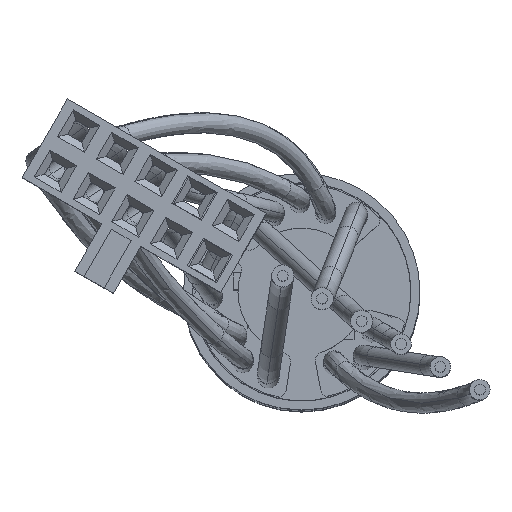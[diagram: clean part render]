
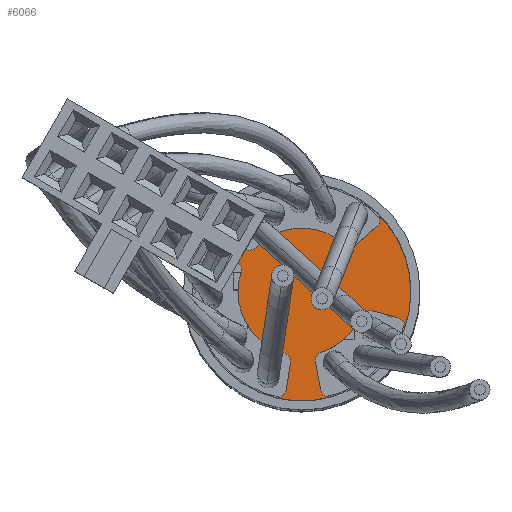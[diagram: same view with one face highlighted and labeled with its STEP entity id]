
A CAD part, top view. The second image highlights one B-rep face of the part: STEP entity #6066.
In plain terms, the highlighted planar face has unit normal (0, 0, 1).
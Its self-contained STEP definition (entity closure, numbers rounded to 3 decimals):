
#5454=CARTESIAN_POINT('',(0.,0.,45.25));
#5455=DIRECTION('',(0.,0.,1.));
#5456=DIRECTION('',(-0.246,-0.969,0.));
#5457=AXIS2_PLACEMENT_3D('',#5454,#5455,#5456);
#5497=CARTESIAN_POINT('',(1.536,-5.281,45.25));
#5498=DIRECTION('',(0.,0.,-1.));
#5499=DIRECTION('',(0.279,-0.96,0.));
#5500=AXIS2_PLACEMENT_3D('',#5497,#5498,#5499);
#5507=DIRECTION('',(0.156,0.988,0.));
#5508=VECTOR('',#5507,1.509);
#5509=CARTESIAN_POINT('',(-0.857,-5.41,45.25));
#5510=LINE('',#5509,#5508);
#5511=CARTESIAN_POINT('',(-1.115,-3.842,45.25));
#5512=DIRECTION('',(0.,0.,1.));
#5513=DIRECTION('',(0.988,-0.156,0.));
#5514=AXIS2_PLACEMENT_3D('',#5511,#5512,#5513);
#5516=CARTESIAN_POINT('',(-5.175,1.862,45.25));
#5517=DIRECTION('',(0.,0.,1.));
#5518=DIRECTION('',(0.423,0.906,0.));
#5519=AXIS2_PLACEMENT_3D('',#5516,#5517,#5518);
#5521=CARTESIAN_POINT('',(0.,0.,45.25));
#5522=DIRECTION('',(0.,0.,1.));
#5523=DIRECTION('',(-0.741,0.672,0.));
#5524=AXIS2_PLACEMENT_3D('',#5521,#5522,#5523);
#5526=CARTESIAN_POINT('',(-4.073,3.696,45.25));
#5527=DIRECTION('',(0.,0.,1.));
#5528=DIRECTION('',(-0.741,0.672,0.));
#5529=AXIS2_PLACEMENT_3D('',#5526,#5527,#5528);
#5531=CARTESIAN_POINT('',(2.667,2.981,45.25));
#5532=DIRECTION('',(0.,0.,1.));
#5533=DIRECTION('',(-0.667,-0.745,0.));
#5534=AXIS2_PLACEMENT_3D('',#5531,#5532,#5533);
#5536=DIRECTION('',(0.755,0.656,0.));
#5537=VECTOR('',#5536,1.509);
#5538=CARTESIAN_POINT('',(2.995,2.604,45.25));
#5539=LINE('',#5538,#5537);
#5540=CARTESIAN_POINT('',(3.806,3.971,45.25));
#5541=DIRECTION('',(0.,0.,1.));
#5542=DIRECTION('',(0.656,-0.755,0.));
#5543=AXIS2_PLACEMENT_3D('',#5540,#5541,#5542);
#5545=CARTESIAN_POINT('',(0.,0.,45.25));
#5546=DIRECTION('',(0.,0.,1.));
#5547=DIRECTION('',(0.938,-0.346,0.));
#5548=AXIS2_PLACEMENT_3D('',#5545,#5546,#5547);
#5550=CARTESIAN_POINT('',(3.704,-1.51,45.25));
#5551=DIRECTION('',(0.,0.,1.));
#5552=DIRECTION('',(0.259,0.966,0.));
#5553=AXIS2_PLACEMENT_3D('',#5550,#5551,#5552);
#5555=CARTESIAN_POINT('',(0.,0.,45.25));
#5556=DIRECTION('',(0.,0.,-1.));
#5557=DIRECTION('',(0.926,-0.378,0.));
#5558=AXIS2_PLACEMENT_3D('',#5555,#5556,#5557);
#5560=CARTESIAN_POINT('',(1.248,-3.8,45.25));
#5561=DIRECTION('',(0.,0.,1.));
#5562=DIRECTION('',(-0.312,0.95,0.));
#5563=AXIS2_PLACEMENT_3D('',#5560,#5561,#5562);
#5565=CARTESIAN_POINT('',(-1.351,-5.332,45.25));
#5566=DIRECTION('',(0.,0.,1.));
#5567=DIRECTION('',(-0.246,-0.969,0.));
#5568=AXIS2_PLACEMENT_3D('',#5565,#5566,#5567);
#5570=CARTESIAN_POINT('',(0.,0.,45.25));
#5571=DIRECTION('',(0.,0.,1.));
#5572=DIRECTION('',(-0.952,0.306,0.));
#5573=AXIS2_PLACEMENT_3D('',#5570,#5571,#5572);
#5682=CARTESIAN_POINT('',(0.,0.,45.25));
#5683=DIRECTION('',(0.,0.,1.));
#5684=DIRECTION('',(0.667,0.745,0.));
#5685=AXIS2_PLACEMENT_3D('',#5682,#5683,#5684);
#5695=CARTESIAN_POINT('',(-2.869,2.788,45.25));
#5696=DIRECTION('',(0.,0.,-1.));
#5697=DIRECTION('',(0.717,-0.697,0.));
#5698=AXIS2_PLACEMENT_3D('',#5695,#5696,#5697);
#5705=DIRECTION('',(0.799,-0.602,0.));
#5706=VECTOR('',#5705,1.509);
#5707=CARTESIAN_POINT('',(-4.374,3.296,45.25));
#5708=LINE('',#5707,#5706);
#5717=DIRECTION('',(-0.906,0.423,0.));
#5718=VECTOR('',#5717,1.509);
#5719=CARTESIAN_POINT('',(-3.597,1.677,45.25));
#5720=LINE('',#5719,#5718);
#5729=CARTESIAN_POINT('',(-3.808,1.224,45.25));
#5730=DIRECTION('',(0.,0.,-1.));
#5731=DIRECTION('',(0.423,0.906,0.));
#5732=AXIS2_PLACEMENT_3D('',#5729,#5730,#5731);
#5739=DIRECTION('',(0.191,-0.982,0.));
#5740=VECTOR('',#5739,1.509);
#5741=CARTESIAN_POINT('',(0.757,-3.896,45.25));
#5742=LINE('',#5741,#5740);
#5751=DIRECTION('',(-0.966,0.259,0.));
#5752=VECTOR('',#5751,1.509);
#5753=CARTESIAN_POINT('',(5.291,-1.418,45.25));
#5754=LINE('',#5753,#5752);
#5763=CARTESIAN_POINT('',(5.161,-1.901,45.25));
#5764=DIRECTION('',(0.,0.,-1.));
#5765=DIRECTION('',(0.259,0.966,0.));
#5766=AXIS2_PLACEMENT_3D('',#5763,#5764,#5765);
#5837=CARTESIAN_POINT('',(-0.857,-5.41,45.25));
#5838=CARTESIAN_POINT('',(-0.621,-3.92,45.25));
#5839=VERTEX_POINT('',#5837);
#5840=VERTEX_POINT('',#5838);
#5841=CARTESIAN_POINT('',(-3.332,1.071,45.25));
#5842=CARTESIAN_POINT('',(-0.975,-3.361,45.25));
#5843=VERTEX_POINT('',#5841);
#5844=VERTEX_POINT('',#5842);
#5845=CARTESIAN_POINT('',(-3.597,1.677,45.25));
#5846=CARTESIAN_POINT('',(-4.964,2.315,45.25));
#5847=VERTEX_POINT('',#5845);
#5848=VERTEX_POINT('',#5846);
#5849=CARTESIAN_POINT('',(0.757,-3.896,45.25));
#5850=CARTESIAN_POINT('',(1.045,-5.377,45.25));
#5851=VERTEX_POINT('',#5849);
#5852=VERTEX_POINT('',#5850);
#5853=CARTESIAN_POINT('',(5.291,-1.418,45.25));
#5854=CARTESIAN_POINT('',(3.833,-1.027,45.25));
#5855=VERTEX_POINT('',#5853);
#5856=VERTEX_POINT('',#5854);
#5857=CARTESIAN_POINT('',(1.092,-3.325,45.25));
#5858=CARTESIAN_POINT('',(3.241,-1.321,45.25));
#5859=VERTEX_POINT('',#5857);
#5860=VERTEX_POINT('',#5858);
#5861=CARTESIAN_POINT('',(2.995,2.604,45.25));
#5862=CARTESIAN_POINT('',(4.134,3.593,45.25));
#5863=VERTEX_POINT('',#5861);
#5864=VERTEX_POINT('',#5862);
#5865=CARTESIAN_POINT('',(-4.374,3.296,45.25));
#5866=CARTESIAN_POINT('',(-3.169,2.388,45.25));
#5867=VERTEX_POINT('',#5865);
#5868=VERTEX_POINT('',#5866);
#5869=CARTESIAN_POINT('',(2.334,2.608,45.25));
#5870=CARTESIAN_POINT('',(-2.51,2.439,45.25));
#5871=VERTEX_POINT('',#5869);
#5872=VERTEX_POINT('',#5870);
#5873=CARTESIAN_POINT('',(-1.473,-5.816,45.25));
#5874=VERTEX_POINT('',#5873);
#5875=CARTESIAN_POINT('',(1.676,-5.761,45.25));
#5876=VERTEX_POINT('',#5875);
#5879=CARTESIAN_POINT('',(5.63,-2.073,45.25));
#5880=VERTEX_POINT('',#5879);
#5883=CARTESIAN_POINT('',(-5.646,2.031,45.25));
#5884=VERTEX_POINT('',#5883);
#5885=CARTESIAN_POINT('',(-4.444,4.032,45.25));
#5886=VERTEX_POINT('',#5885);
#5887=CARTESIAN_POINT('',(4.152,4.332,45.25));
#5888=VERTEX_POINT('',#5887);
#6015=CARTESIAN_POINT('',(0.,0.,45.25));
#6016=DIRECTION('',(0.,0.,1.));
#6017=DIRECTION('',(0.,1.,0.));
#6018=AXIS2_PLACEMENT_3D('',#6015,#6016,#6017);
#6019=PLANE('',#6018);
#6021=ORIENTED_EDGE('',*,*,#6020,.T.);
#6023=ORIENTED_EDGE('',*,*,#6022,.T.);
#6025=ORIENTED_EDGE('',*,*,#6024,.F.);
#6027=ORIENTED_EDGE('',*,*,#6026,.F.);
#6029=ORIENTED_EDGE('',*,*,#6028,.T.);
#6031=ORIENTED_EDGE('',*,*,#6030,.T.);
#6032=ORIENTED_EDGE('',*,*,#5967,.F.);
#6034=ORIENTED_EDGE('',*,*,#6033,.T.);
#6036=ORIENTED_EDGE('',*,*,#6035,.T.);
#6038=ORIENTED_EDGE('',*,*,#6037,.F.);
#6040=ORIENTED_EDGE('',*,*,#6039,.F.);
#6042=ORIENTED_EDGE('',*,*,#6041,.T.);
#6044=ORIENTED_EDGE('',*,*,#6043,.T.);
#6046=ORIENTED_EDGE('',*,*,#6045,.T.);
#6047=ORIENTED_EDGE('',*,*,#5943,.F.);
#6049=ORIENTED_EDGE('',*,*,#6048,.F.);
#6051=ORIENTED_EDGE('',*,*,#6050,.T.);
#6053=ORIENTED_EDGE('',*,*,#6052,.T.);
#6055=ORIENTED_EDGE('',*,*,#6054,.T.);
#6057=ORIENTED_EDGE('',*,*,#6056,.T.);
#6059=ORIENTED_EDGE('',*,*,#6058,.T.);
#6060=ORIENTED_EDGE('',*,*,#6005,.F.);
#6061=ORIENTED_EDGE('',*,*,#5959,.F.);
#6063=ORIENTED_EDGE('',*,*,#6062,.T.);
#6064=EDGE_LOOP('',(#6021,#6023,#6025,#6027,#6029,#6031,#6032,#6034,#6036,#6038,
#6040,#6042,#6044,#6046,#6047,#6049,#6051,#6053,#6055,#6057,#6059,#6060,#6061,
#6063));
#6065=FACE_OUTER_BOUND('',#6064,.F.);
#6066=ADVANCED_FACE('',(#6065),#6019,.T.);
#5458=CIRCLE('',#5457,6.);
#5501=CIRCLE('',#5500,0.5);
#5515=CIRCLE('',#5514,0.5);
#5520=CIRCLE('',#5519,0.5);
#5525=CIRCLE('',#5524,6.);
#5530=CIRCLE('',#5529,0.5);
#5535=CIRCLE('',#5534,0.5);
#5544=CIRCLE('',#5543,0.5);
#5549=CIRCLE('',#5548,6.);
#5554=CIRCLE('',#5553,0.5);
#5559=CIRCLE('',#5558,3.5);
#5564=CIRCLE('',#5563,0.5);
#5569=CIRCLE('',#5568,0.5);
#5574=CIRCLE('',#5573,3.5);
#5686=CIRCLE('',#5685,3.5);
#5699=CIRCLE('',#5698,0.5);
#5733=CIRCLE('',#5732,0.5);
#5767=CIRCLE('',#5766,0.5);
#5943=EDGE_CURVE('',#5880,#5888,#5549,.T.);
#5959=EDGE_CURVE('',#5874,#5876,#5458,.T.);
#5967=EDGE_CURVE('',#5886,#5884,#5525,.T.);
#6005=EDGE_CURVE('',#5876,#5852,#5501,.T.);
#6020=EDGE_CURVE('',#5839,#5840,#5510,.T.);
#6022=EDGE_CURVE('',#5840,#5844,#5515,.T.);
#6024=EDGE_CURVE('',#5843,#5844,#5574,.T.);
#6026=EDGE_CURVE('',#5847,#5843,#5733,.T.);
#6028=EDGE_CURVE('',#5847,#5848,#5720,.T.);
#6030=EDGE_CURVE('',#5848,#5884,#5520,.T.);
#6033=EDGE_CURVE('',#5886,#5867,#5530,.T.);
#6035=EDGE_CURVE('',#5867,#5868,#5708,.T.);
#6037=EDGE_CURVE('',#5872,#5868,#5699,.T.);
#6039=EDGE_CURVE('',#5871,#5872,#5686,.T.);
#6041=EDGE_CURVE('',#5871,#5863,#5535,.T.);
#6043=EDGE_CURVE('',#5863,#5864,#5539,.T.);
#6045=EDGE_CURVE('',#5864,#5888,#5544,.T.);
#6048=EDGE_CURVE('',#5855,#5880,#5767,.T.);
#6050=EDGE_CURVE('',#5855,#5856,#5754,.T.);
#6052=EDGE_CURVE('',#5856,#5860,#5554,.T.);
#6054=EDGE_CURVE('',#5860,#5859,#5559,.T.);
#6056=EDGE_CURVE('',#5859,#5851,#5564,.T.);
#6058=EDGE_CURVE('',#5851,#5852,#5742,.T.);
#6062=EDGE_CURVE('',#5874,#5839,#5569,.T.);
